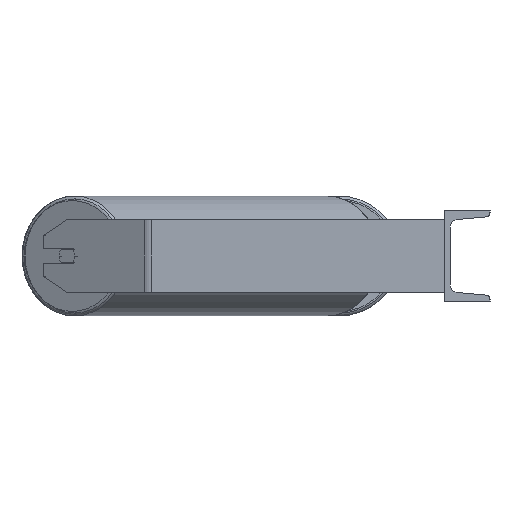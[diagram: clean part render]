
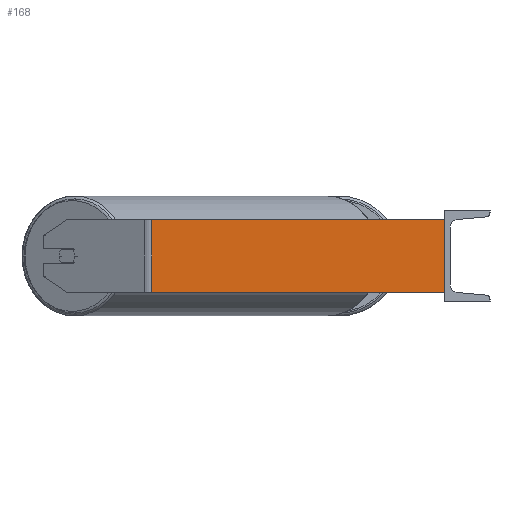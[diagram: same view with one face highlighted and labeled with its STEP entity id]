
A CAD part, left-side view. The second image highlights one B-rep face of the part: STEP entity #168.
In plain terms, the highlighted planar face has unit normal (-1, 0, 0).
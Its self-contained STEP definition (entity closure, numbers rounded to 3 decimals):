
#168 = ADVANCED_FACE ( 'NONE', ( #3679 ), #7098, .F. ) ;
#258 = DIRECTION ( 'NONE',  ( 0., 0., -1. ) ) ;
#288 = EDGE_CURVE ( 'NONE', #8594, #3934, #3264, .T. ) ;
#957 = ORIENTED_EDGE ( 'NONE', *, *, #4558, .T. ) ;
#1227 = EDGE_LOOP ( 'NONE', ( #2625, #2672, #4681, #957 ) ) ;
#1539 = CARTESIAN_POINT ( 'NONE',  ( -885., 329.678, 40. ) ) ;
#1688 = VERTEX_POINT ( 'NONE', #2858 ) ;
#1822 = DIRECTION ( 'NONE',  ( 0., -1., 0. ) ) ;
#1901 = DIRECTION ( 'NONE',  ( 0., 0., -1. ) ) ;
#2625 = ORIENTED_EDGE ( 'NONE', *, *, #7476, .T. ) ;
#2672 = ORIENTED_EDGE ( 'NONE', *, *, #288, .F. ) ;
#2694 = VECTOR ( 'NONE', #7606, 1000. ) ;
#2858 = CARTESIAN_POINT ( 'NONE',  ( -885., 325.391, -40. ) ) ;
#3070 = CARTESIAN_POINT ( 'NONE',  ( -885., 325.391, 40. ) ) ;
#3077 = DIRECTION ( 'NONE',  ( 1., 0., 0. ) ) ;
#3264 = LINE ( 'NONE', #5917, #8270 ) ;
#3330 = LINE ( 'NONE', #8052, #4807 ) ;
#3543 = EDGE_CURVE ( 'NONE', #4884, #8594, #4067, .T. ) ;
#3679 = FACE_OUTER_BOUND ( 'NONE', #1227, .T. ) ;
#3934 = VERTEX_POINT ( 'NONE', #4165 ) ;
#4067 = LINE ( 'NONE', #6838, #2694 ) ;
#4165 = CARTESIAN_POINT ( 'NONE',  ( -885., 0., -40. ) ) ;
#4558 = EDGE_CURVE ( 'NONE', #4884, #1688, #4875, .T. ) ;
#4636 = DIRECTION ( 'NONE',  ( 0., 0., -1. ) ) ;
#4681 = ORIENTED_EDGE ( 'NONE', *, *, #3543, .F. ) ;
#4807 = VECTOR ( 'NONE', #1822, 1000. ) ;
#4875 = LINE ( 'NONE', #8127, #5612 ) ;
#4884 = VERTEX_POINT ( 'NONE', #3070 ) ;
#5370 = AXIS2_PLACEMENT_3D ( 'NONE', #1539, #3077, #258 ) ;
#5508 = CARTESIAN_POINT ( 'NONE',  ( -885., 0., 40. ) ) ;
#5612 = VECTOR ( 'NONE', #1901, 1000. ) ;
#5917 = CARTESIAN_POINT ( 'NONE',  ( -885., 0., 40. ) ) ;
#6838 = CARTESIAN_POINT ( 'NONE',  ( -885., 329.678, 40. ) ) ;
#7098 = PLANE ( 'NONE',  #5370 ) ;
#7476 = EDGE_CURVE ( 'NONE', #1688, #3934, #3330, .T. ) ;
#7606 = DIRECTION ( 'NONE',  ( 0., -1., 0. ) ) ;
#8052 = CARTESIAN_POINT ( 'NONE',  ( -885., 329.678, -40. ) ) ;
#8127 = CARTESIAN_POINT ( 'NONE',  ( -885., 325.391, 40. ) ) ;
#8270 = VECTOR ( 'NONE', #4636, 1000. ) ;
#8594 = VERTEX_POINT ( 'NONE', #5508 ) ;
